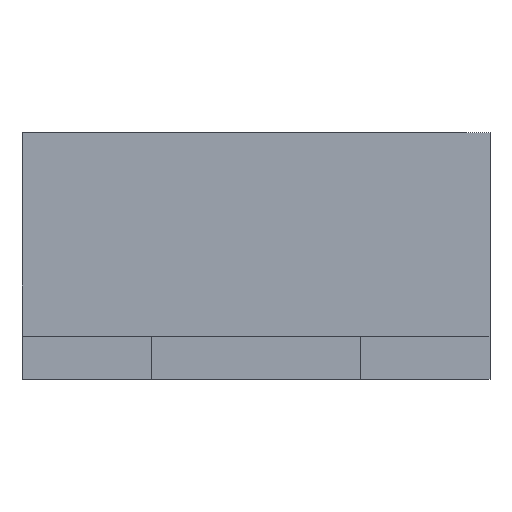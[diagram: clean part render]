
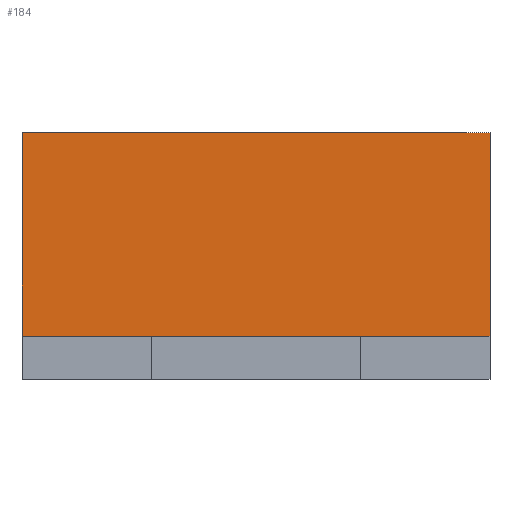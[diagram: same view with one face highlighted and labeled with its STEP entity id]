
A CAD part, left-side view. The second image highlights one B-rep face of the part: STEP entity #184.
In plain terms, the highlighted planar face has unit normal (-1, 0, 0).
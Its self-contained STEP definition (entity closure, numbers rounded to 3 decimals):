
#24 = VERTEX_POINT('',#25);
#25 = CARTESIAN_POINT('',(-1.445,0.95,0.175));
#31 = EDGE_CURVE('',#24,#32,#34,.T.);
#32 = VERTEX_POINT('',#33);
#33 = CARTESIAN_POINT('',(-1.445,0.425,0.175));
#34 = LINE('',#35,#36);
#35 = CARTESIAN_POINT('',(-1.445,0.95,0.175));
#36 = VECTOR('',#37,1.);
#37 = DIRECTION('',(0.,-1.,0.));
#184 = ADVANCED_FACE('',(#185),#226,.F.);
#185 = FACE_BOUND('',#186,.F.);
#186 = EDGE_LOOP('',(#187,#188,#196,#204,#212,#220));
#187 = ORIENTED_EDGE('',*,*,#31,.F.);
#188 = ORIENTED_EDGE('',*,*,#189,.T.);
#189 = EDGE_CURVE('',#24,#190,#192,.T.);
#190 = VERTEX_POINT('',#191);
#191 = CARTESIAN_POINT('',(-1.445,0.95,1.));
#192 = LINE('',#193,#194);
#193 = CARTESIAN_POINT('',(-1.445,0.95,0.));
#194 = VECTOR('',#195,1.);
#195 = DIRECTION('',(0.,0.,1.));
#196 = ORIENTED_EDGE('',*,*,#197,.T.);
#197 = EDGE_CURVE('',#190,#198,#200,.T.);
#198 = VERTEX_POINT('',#199);
#199 = CARTESIAN_POINT('',(-1.445,-0.95,1.));
#200 = LINE('',#201,#202);
#201 = CARTESIAN_POINT('',(-1.445,0.95,1.));
#202 = VECTOR('',#203,1.);
#203 = DIRECTION('',(0.,-1.,0.));
#204 = ORIENTED_EDGE('',*,*,#205,.F.);
#205 = EDGE_CURVE('',#206,#198,#208,.T.);
#206 = VERTEX_POINT('',#207);
#207 = CARTESIAN_POINT('',(-1.445,-0.95,0.175));
#208 = LINE('',#209,#210);
#209 = CARTESIAN_POINT('',(-1.445,-0.95,0.));
#210 = VECTOR('',#211,1.);
#211 = DIRECTION('',(0.,0.,1.));
#212 = ORIENTED_EDGE('',*,*,#213,.F.);
#213 = EDGE_CURVE('',#214,#206,#216,.T.);
#214 = VERTEX_POINT('',#215);
#215 = CARTESIAN_POINT('',(-1.445,-0.425,0.175));
#216 = LINE('',#217,#218);
#217 = CARTESIAN_POINT('',(-1.445,-0.425,0.175));
#218 = VECTOR('',#219,1.);
#219 = DIRECTION('',(0.,-1.,0.));
#220 = ORIENTED_EDGE('',*,*,#221,.T.);
#221 = EDGE_CURVE('',#214,#32,#222,.T.);
#222 = LINE('',#223,#224);
#223 = CARTESIAN_POINT('',(-1.445,-0.95,0.175));
#224 = VECTOR('',#225,1.);
#225 = DIRECTION('',(0.,1.,0.));
#226 = PLANE('',#227);
#227 = AXIS2_PLACEMENT_3D('',#228,#229,#230);
#228 = CARTESIAN_POINT('',(-1.445,0.95,0.));
#229 = DIRECTION('',(1.,0.,0.));
#230 = DIRECTION('',(0.,-1.,0.));
